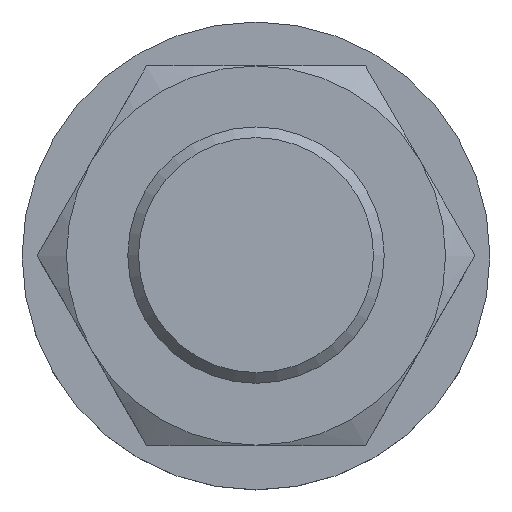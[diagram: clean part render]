
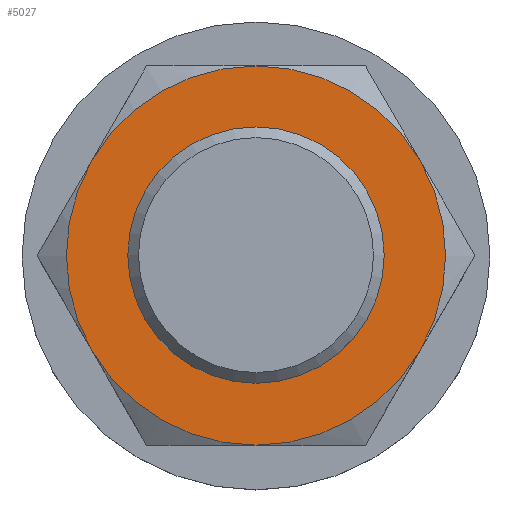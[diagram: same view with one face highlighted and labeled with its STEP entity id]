
A CAD part, top view. The second image highlights one B-rep face of the part: STEP entity #5027.
In plain terms, the highlighted face is planar.
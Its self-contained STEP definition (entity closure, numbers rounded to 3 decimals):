
#1 = CIRCLE ( 'NONE', #4346, 17.75 ) ;
#71 = DIRECTION ( 'NONE',  ( 1., 0., 0. ) ) ;
#75 = AXIS2_PLACEMENT_3D ( 'NONE', #3674, #804, #6132 ) ;
#132 = VERTEX_POINT ( 'NONE', #2162 ) ;
#244 = EDGE_CURVE ( 'NONE', #287, #132, #1637, .T. ) ;
#287 = VERTEX_POINT ( 'NONE', #4237 ) ;
#360 = CARTESIAN_POINT ( 'NONE',  ( 0., 0., -10.2 ) ) ;
#415 = EDGE_LOOP ( 'NONE', ( #6003 ) ) ;
#648 = EDGE_CURVE ( 'NONE', #132, #2130, #5581, .T. ) ;
#804 = DIRECTION ( 'NONE',  ( 0., 0., -1. ) ) ;
#843 = DIRECTION ( 'NONE',  ( 1., 0., 0. ) ) ;
#913 = DIRECTION ( 'NONE',  ( 1., 0., 0. ) ) ;
#924 = CARTESIAN_POINT ( 'NONE',  ( 15.372, -8.875, -10.2 ) ) ;
#937 = VERTEX_POINT ( 'NONE', #5079 ) ;
#1016 = EDGE_CURVE ( 'NONE', #937, #1670, #2313, .T. ) ;
#1060 = DIRECTION ( 'NONE',  ( 1., 0., 0. ) ) ;
#1180 = AXIS2_PLACEMENT_3D ( 'NONE', #1327, #1370, #5655 ) ;
#1194 = VERTEX_POINT ( 'NONE', #924 ) ;
#1319 = AXIS2_PLACEMENT_3D ( 'NONE', #5935, #4457, #1060 ) ;
#1327 = CARTESIAN_POINT ( 'NONE',  ( 0., 0., -10.2 ) ) ;
#1335 = DIRECTION ( 'NONE',  ( 0., 0., 1. ) ) ;
#1370 = DIRECTION ( 'NONE',  ( 0., 0., -1. ) ) ;
#1425 = ORIENTED_EDGE ( 'NONE', *, *, #4492, .T. ) ;
#1610 = AXIS2_PLACEMENT_3D ( 'NONE', #4248, #5668, #5215 ) ;
#1629 = VERTEX_POINT ( 'NONE', #5922 ) ;
#1637 = CIRCLE ( 'NONE', #75, 17.75 ) ;
#1670 = VERTEX_POINT ( 'NONE', #3515 ) ;
#1724 = CIRCLE ( 'NONE', #1319, 17.75 ) ;
#2045 = ORIENTED_EDGE ( 'NONE', *, *, #648, .T. ) ;
#2048 = ORIENTED_EDGE ( 'NONE', *, *, #1016, .T. ) ;
#2130 = VERTEX_POINT ( 'NONE', #2245 ) ;
#2162 = CARTESIAN_POINT ( 'NONE',  ( 0., 17.75, -10.2 ) ) ;
#2245 = CARTESIAN_POINT ( 'NONE',  ( 15.372, 8.875, -10.2 ) ) ;
#2259 = FACE_OUTER_BOUND ( 'NONE', #2865, .T. ) ;
#2313 = CIRCLE ( 'NONE', #1180, 17.75 ) ;
#2344 = PLANE ( 'NONE',  #4828 ) ;
#2865 = EDGE_LOOP ( 'NONE', ( #4928, #6172, #2048, #1425, #5225, #2045 ) ) ;
#2936 = EDGE_CURVE ( 'NONE', #1194, #937, #4977, .T. ) ;
#2949 = EDGE_CURVE ( 'NONE', #1629, #1629, #3690, .T. ) ;
#3053 = DIRECTION ( 'NONE',  ( 0., 0., -1. ) ) ;
#3072 = EDGE_CURVE ( 'NONE', #2130, #1194, #1724, .T. ) ;
#3288 = DIRECTION ( 'NONE',  ( 0., 0., -1. ) ) ;
#3515 = CARTESIAN_POINT ( 'NONE',  ( -15.372, -8.875, -10.2 ) ) ;
#3674 = CARTESIAN_POINT ( 'NONE',  ( 0., 0., -10.2 ) ) ;
#3690 = CIRCLE ( 'NONE', #4822, 11.5 ) ;
#3758 = DIRECTION ( 'NONE',  ( 0., 0., 1. ) ) ;
#4237 = CARTESIAN_POINT ( 'NONE',  ( -15.372, 8.875, -10.2 ) ) ;
#4248 = CARTESIAN_POINT ( 'NONE',  ( 0., 0., -10.2 ) ) ;
#4265 = CARTESIAN_POINT ( 'NONE',  ( 0., 0., -10.2 ) ) ;
#4282 = CARTESIAN_POINT ( 'NONE',  ( 0., 0., -10.2 ) ) ;
#4345 = DIRECTION ( 'NONE',  ( 1., 0., 0. ) ) ;
#4346 = AXIS2_PLACEMENT_3D ( 'NONE', #5485, #3053, #71 ) ;
#4457 = DIRECTION ( 'NONE',  ( 0., 0., -1. ) ) ;
#4492 = EDGE_CURVE ( 'NONE', #1670, #287, #1, .T. ) ;
#4622 = AXIS2_PLACEMENT_3D ( 'NONE', #4265, #3288, #913 ) ;
#4822 = AXIS2_PLACEMENT_3D ( 'NONE', #4282, #1335, #4345 ) ;
#4828 = AXIS2_PLACEMENT_3D ( 'NONE', #360, #3758, #843 ) ;
#4928 = ORIENTED_EDGE ( 'NONE', *, *, #3072, .T. ) ;
#4977 = CIRCLE ( 'NONE', #4622, 17.75 ) ;
#5027 = ADVANCED_FACE ( 'NONE', ( #6119, #2259 ), #2344, .F. ) ;
#5079 = CARTESIAN_POINT ( 'NONE',  ( 0., -17.75, -10.2 ) ) ;
#5215 = DIRECTION ( 'NONE',  ( 0., 1., 0. ) ) ;
#5225 = ORIENTED_EDGE ( 'NONE', *, *, #244, .T. ) ;
#5485 = CARTESIAN_POINT ( 'NONE',  ( 0., 0., -10.2 ) ) ;
#5581 = CIRCLE ( 'NONE', #1610, 17.75 ) ;
#5655 = DIRECTION ( 'NONE',  ( 1., 0., 0. ) ) ;
#5668 = DIRECTION ( 'NONE',  ( 0., 0., -1. ) ) ;
#5922 = CARTESIAN_POINT ( 'NONE',  ( 11.5, 0., -10.2 ) ) ;
#5935 = CARTESIAN_POINT ( 'NONE',  ( 0., 0., -10.2 ) ) ;
#6003 = ORIENTED_EDGE ( 'NONE', *, *, #2949, .T. ) ;
#6119 = FACE_BOUND ( 'NONE', #415, .T. ) ;
#6132 = DIRECTION ( 'NONE',  ( 1., 0., 0. ) ) ;
#6172 = ORIENTED_EDGE ( 'NONE', *, *, #2936, .T. ) ;
